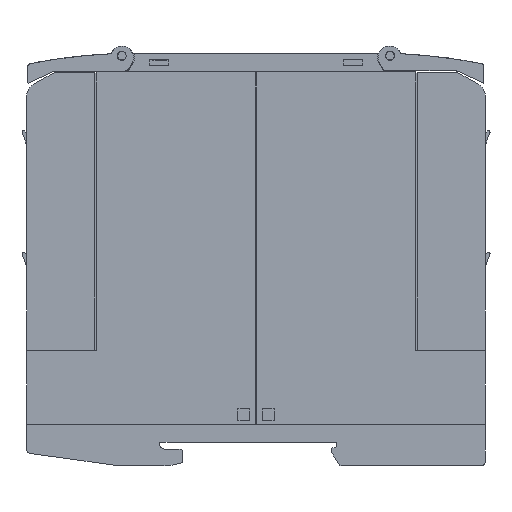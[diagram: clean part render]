
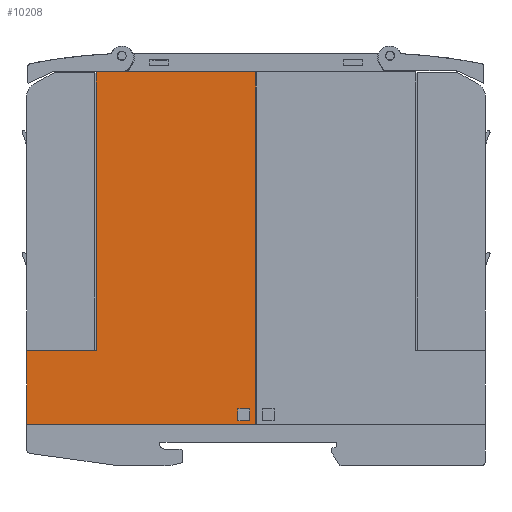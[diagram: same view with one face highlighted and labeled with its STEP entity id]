
A CAD part, left-side view. The second image highlights one B-rep face of the part: STEP entity #10208.
In plain terms, the highlighted planar face has unit normal (-1, 0, 0).
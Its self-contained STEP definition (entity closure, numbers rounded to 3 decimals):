
#10208=ADVANCED_FACE('',(#26805,#26806),#26807,.T.);
#13792=VERTEX_POINT('',#30433);
#13798=VERTEX_POINT('',#30439);
#13800=EDGE_CURVE('',#13798,#13792,#30441,.T.);
#22224=VERTEX_POINT('',#38865);
#22228=VERTEX_POINT('',#38869);
#22230=EDGE_CURVE('',#22228,#22224,#38871,.T.);
#22434=VERTEX_POINT('',#39075);
#22438=VERTEX_POINT('',#39079);
#22440=EDGE_CURVE('',#22438,#22434,#39081,.T.);
#22452=VERTEX_POINT('',#39093);
#22456=EDGE_CURVE('',#22434,#22452,#39097,.T.);
#22472=VERTEX_POINT('',#39113);
#22474=EDGE_CURVE('',#22472,#22228,#39115,.T.);
#22486=VERTEX_POINT('',#39127);
#22488=EDGE_CURVE('',#22486,#22438,#39129,.T.);
#22494=EDGE_CURVE('',#22452,#22486,#39135,.T.);
#22500=VERTEX_POINT('',#39141);
#22502=EDGE_CURVE('',#22500,#13798,#39143,.T.);
#22508=EDGE_CURVE('',#22472,#13792,#39149,.T.);
#22512=EDGE_CURVE('',#22224,#22500,#39153,.T.);
#26805=FACE_OUTER_BOUND('',#43436,.T.);
#26806=FACE_BOUND('',#43437,.T.);
#26807=PLANE('',#43438);
#30433=CARTESIAN_POINT('',(0.05,100.93,25.101));
#30439=CARTESIAN_POINT('',(0.05,85.83,25.101));
#30441=LINE('',#49165,#49166);
#38865=CARTESIAN_POINT('',(0.05,51.03,85.801));
#38869=CARTESIAN_POINT('',(0.05,51.03,9.001));
#38871=LINE('',#62746,#62747);
#39075=CARTESIAN_POINT('',(0.05,54.93,9.801));
#39079=CARTESIAN_POINT('',(0.05,52.33,9.801));
#39081=LINE('',#63080,#63081);
#39093=CARTESIAN_POINT('',(0.05,54.93,12.401));
#39097=LINE('',#63108,#63109);
#39113=CARTESIAN_POINT('',(0.05,100.93,9.001));
#39115=LINE('',#63136,#63137);
#39127=CARTESIAN_POINT('',(0.05,52.33,12.401));
#39129=LINE('',#63158,#63159);
#39135=LINE('',#63170,#63171);
#39141=CARTESIAN_POINT('',(0.05,85.83,85.801));
#39143=LINE('',#63182,#63183);
#39149=LINE('',#63194,#63195);
#39153=LINE('',#63202,#63203);
#43436=EDGE_LOOP('',(#76137,#76138,#76139,#76140,#76141,#76142));
#43437=EDGE_LOOP('',(#76143,#76144,#76145,#76146));
#43438=AXIS2_PLACEMENT_3D('',#76147,#76148,#76149);
#49165=CARTESIAN_POINT('',(0.05,72.23,25.101));
#49166=VECTOR('',#77765,1.0);
#62746=CARTESIAN_POINT('',(0.05,51.03,9.001));
#62747=VECTOR('',#81013,1.0);
#63080=CARTESIAN_POINT('',(0.05,52.33,9.801));
#63081=VECTOR('',#81075,1.0);
#63108=CARTESIAN_POINT('',(0.05,54.93,10.051));
#63109=VECTOR('',#81081,1.0);
#63136=CARTESIAN_POINT('',(0.05,100.93,9.001));
#63137=VECTOR('',#81086,1.0);
#63158=CARTESIAN_POINT('',(0.05,52.33,10.051));
#63159=VECTOR('',#81090,1.0);
#63170=CARTESIAN_POINT('',(0.05,52.33,12.401));
#63171=VECTOR('',#81093,1.0);
#63182=CARTESIAN_POINT('',(0.05,85.83,32.226));
#63183=VECTOR('',#81095,1.0);
#63194=CARTESIAN_POINT('',(0.05,100.93,9.001));
#63195=VECTOR('',#81098,1.0);
#63202=CARTESIAN_POINT('',(0.05,100.93,85.801));
#63203=VECTOR('',#81100,1.0);
#76137=ORIENTED_EDGE('',*,*,#13800,.T.);
#76138=ORIENTED_EDGE('',*,*,#22508,.F.);
#76139=ORIENTED_EDGE('',*,*,#22474,.T.);
#76140=ORIENTED_EDGE('',*,*,#22230,.T.);
#76141=ORIENTED_EDGE('',*,*,#22512,.T.);
#76142=ORIENTED_EDGE('',*,*,#22502,.T.);
#76143=ORIENTED_EDGE('',*,*,#22488,.T.);
#76144=ORIENTED_EDGE('',*,*,#22440,.T.);
#76145=ORIENTED_EDGE('',*,*,#22456,.T.);
#76146=ORIENTED_EDGE('',*,*,#22494,.T.);
#76147=CARTESIAN_POINT('',(0.05,51.03,9.001));
#76148=DIRECTION('',(-1.0,0.0,0.0));
#76149=DIRECTION('',(0.0,1.0,0.0));
#77765=DIRECTION('',(0.0,1.0,0.0));
#81013=DIRECTION('',(0.0,0.0,1.0));
#81075=DIRECTION('',(0.0,1.0,0.0));
#81081=DIRECTION('',(0.0,0.0,1.0));
#81086=DIRECTION('',(0.0,-1.0,0.0));
#81090=DIRECTION('',(0.0,0.0,-1.0));
#81093=DIRECTION('',(0.0,-1.0,0.0));
#81095=DIRECTION('',(0.0,0.0,-1.0));
#81098=DIRECTION('',(0.0,0.0,1.0));
#81100=DIRECTION('',(0.0,1.0,0.0));
